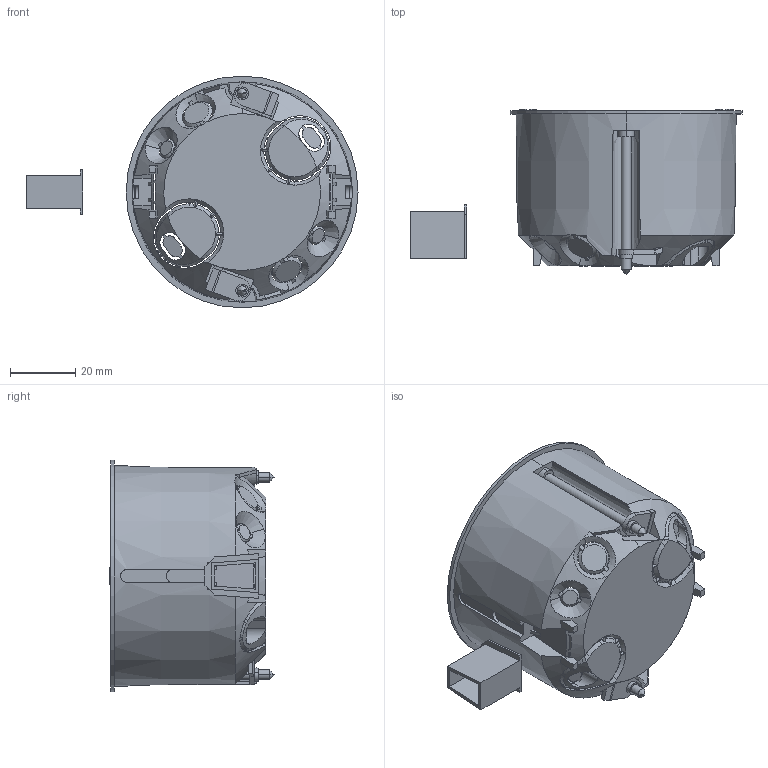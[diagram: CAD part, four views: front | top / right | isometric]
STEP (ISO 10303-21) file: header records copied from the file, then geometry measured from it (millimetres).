
FILE_DESCRIPTION (( 'STEP AP214' ), '1' );
FILE_NAME ('2003414.stp', '2019-02-11T13:50:34', ( '' ), ( '' ), 'SwSTEP 2.0', 'SolidWorks 2018', '' );
FILE_SCHEMA (( 'AUTOMOTIVE_DESIGN' ));
Length unit declared in the file: millimetre
Products named in the file (6): 112913_Lange Firma; 2003414; 078080_Standard; WNF-6531_Standard; WNF-6532_L=45; UP300-10-15_L15
Assembly tree (8 placements, depth 2):
  2003414
    112913_Lange Firma
    UP300-10-15_L15  x2
    WNF-6532_L=45  x2
    WNF-6531_Standard  x2
    078080_Standard
Bounding box: 101.43 x 50.4 x 70.8 mm (x, y, z)
Volume: 16847.4 mm3; surface area: 31894.4 mm2
Topology: 8 solids, 8 shells, 585 faces, 1703 edges, 1094 vertices
Faces by surface type: plane 338, cylinder 95, cone 90, bspline 58, torus 4
Entity records: 20651 total; most frequent: CARTESIAN_POINT 7529, ORIENTED_EDGE 3054, DIRECTION 2238, EDGE_CURVE 1527, VERTEX_POINT 989, AXIS2_PLACEMENT_3D 769, VECTOR 700, LINE 700
